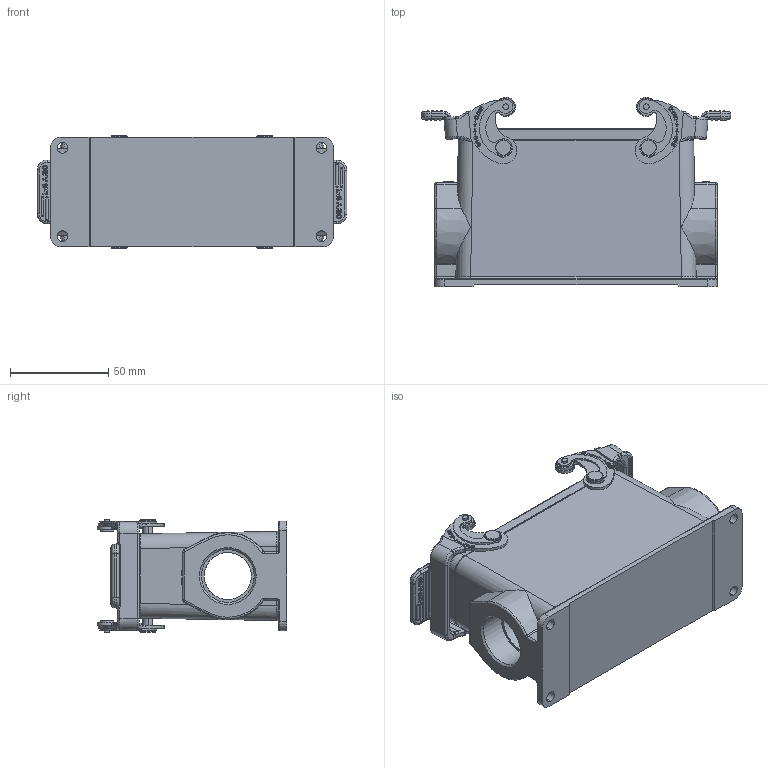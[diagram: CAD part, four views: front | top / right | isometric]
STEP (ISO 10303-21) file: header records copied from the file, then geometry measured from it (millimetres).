
FILE_DESCRIPTION(/* description */ (''),/* implementation_level */ '2;1');
FILE_NAME(/* name */ '3D_1240242415031_HV24B-SFH-2L_SC-2PG21_V1.1.stp',/* time_stamp */ '2024-01-11T14:18:23+08:00',/* author */ (''),/* organization */ (''),/* preprocessor_version */ 'ST-DEVELOPER v18.1',/* originating_system */ 'SIEMENS PLM Software NX 1980',/* authorisation */ '');
FILE_SCHEMA (('AUTOMOTIVE_DESIGN { 1 0 10303 214 3 1 1 1 }'));
Products named in the file (1): 145933408BBA2pcl
Bounding box: 157.8 x 96.5 x 57.5 mm (x, y, z)
Volume: 199959.1 mm3; surface area: 82146.4 mm2
Topology: 7 solids, 11 shells, 1533 faces, 4149 edges, 2751 vertices
Faces by surface type: plane 729, cylinder 474, torus 106, extrusion 80, bspline 55, cone 54, sphere 33, revolution 2
Full cylindrical faces by diameter (mm): 24 x2, 26.9 x2
Entity records: 61145 total; most frequent: CARTESIAN_POINT 16343, ORIENTED_EDGE 8200, DIRECTION 6995, EDGE_CURVE 4108, VERTEX_POINT 2750, AXIS2_PLACEMENT_3D 2535, VECTOR 1923, LINE 1843
